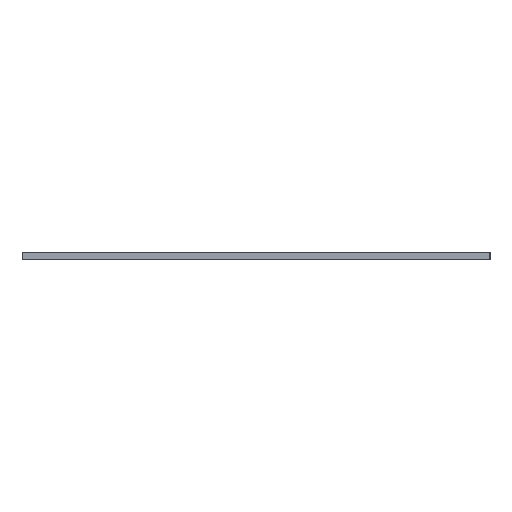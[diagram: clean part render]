
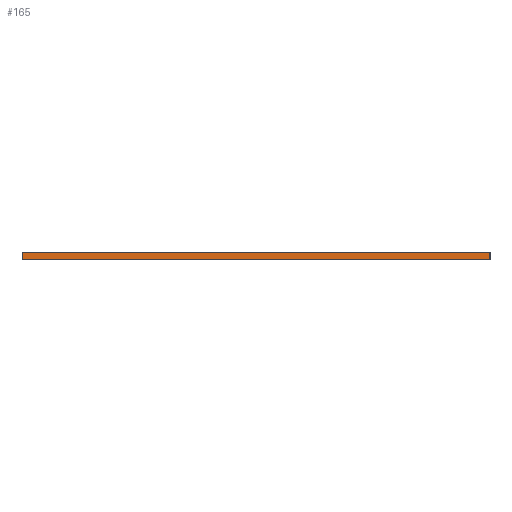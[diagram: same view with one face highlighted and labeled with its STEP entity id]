
A CAD part, left-side view. The second image highlights one B-rep face of the part: STEP entity #165.
In plain terms, the highlighted planar face has unit normal (-1, 0, 0).
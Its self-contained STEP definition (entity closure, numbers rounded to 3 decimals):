
#4 = VERTEX_POINT ( 'NONE', #9 ) ;
#9 = CARTESIAN_POINT ( 'NONE',  ( -100., 100., -1.5 ) ) ;
#14 = EDGE_LOOP ( 'NONE', ( #807, #2135, #565, #2284 ) ) ;
#135 = CARTESIAN_POINT ( 'NONE',  ( -100., -100., 1.5 ) ) ;
#165 = ADVANCED_FACE ( 'NONE', ( #1570 ), #1379, .F. ) ;
#173 = VECTOR ( 'NONE', #1780, 1000. ) ;
#222 = DIRECTION ( 'NONE',  ( 1., 0., 0. ) ) ;
#271 = CARTESIAN_POINT ( 'NONE',  ( -100., 100., -1.5 ) ) ;
#274 = DIRECTION ( 'NONE',  ( 0., 0., -1. ) ) ;
#308 = VECTOR ( 'NONE', #274, 1000. ) ;
#366 = LINE ( 'NONE', #2235, #2049 ) ;
#441 = DIRECTION ( 'NONE',  ( 0., -1., 0. ) ) ;
#527 = EDGE_CURVE ( 'NONE', #4, #1269, #855, .T. ) ;
#565 = ORIENTED_EDGE ( 'NONE', *, *, #1926, .F. ) ;
#807 = ORIENTED_EDGE ( 'NONE', *, *, #527, .T. ) ;
#855 = LINE ( 'NONE', #271, #173 ) ;
#914 = CARTESIAN_POINT ( 'NONE',  ( -100., -100., -1.5 ) ) ;
#1244 = EDGE_CURVE ( 'NONE', #2087, #1269, #366, .T. ) ;
#1257 = CARTESIAN_POINT ( 'NONE',  ( -100., 100., 1.5 ) ) ;
#1269 = VERTEX_POINT ( 'NONE', #914 ) ;
#1302 = VECTOR ( 'NONE', #441, 1000. ) ;
#1379 = PLANE ( 'NONE',  #1639 ) ;
#1518 = DIRECTION ( 'NONE',  ( 0., 0., -1. ) ) ;
#1565 = LINE ( 'NONE', #2321, #1302 ) ;
#1570 = FACE_OUTER_BOUND ( 'NONE', #14, .T. ) ;
#1639 = AXIS2_PLACEMENT_3D ( 'NONE', #2121, #222, #1749 ) ;
#1749 = DIRECTION ( 'NONE',  ( 0., 1., 0. ) ) ;
#1780 = DIRECTION ( 'NONE',  ( 0., -1., 0. ) ) ;
#1926 = EDGE_CURVE ( 'NONE', #2350, #2087, #1565, .T. ) ;
#2002 = EDGE_CURVE ( 'NONE', #2350, #4, #2367, .T. ) ;
#2042 = CARTESIAN_POINT ( 'NONE',  ( -100., 100., 1.5 ) ) ;
#2049 = VECTOR ( 'NONE', #1518, 1000. ) ;
#2087 = VERTEX_POINT ( 'NONE', #135 ) ;
#2121 = CARTESIAN_POINT ( 'NONE',  ( -100., 100., 1.5 ) ) ;
#2135 = ORIENTED_EDGE ( 'NONE', *, *, #1244, .F. ) ;
#2235 = CARTESIAN_POINT ( 'NONE',  ( -100., -100., 1.5 ) ) ;
#2284 = ORIENTED_EDGE ( 'NONE', *, *, #2002, .T. ) ;
#2321 = CARTESIAN_POINT ( 'NONE',  ( -100., 100., 1.5 ) ) ;
#2350 = VERTEX_POINT ( 'NONE', #2042 ) ;
#2367 = LINE ( 'NONE', #1257, #308 ) ;
